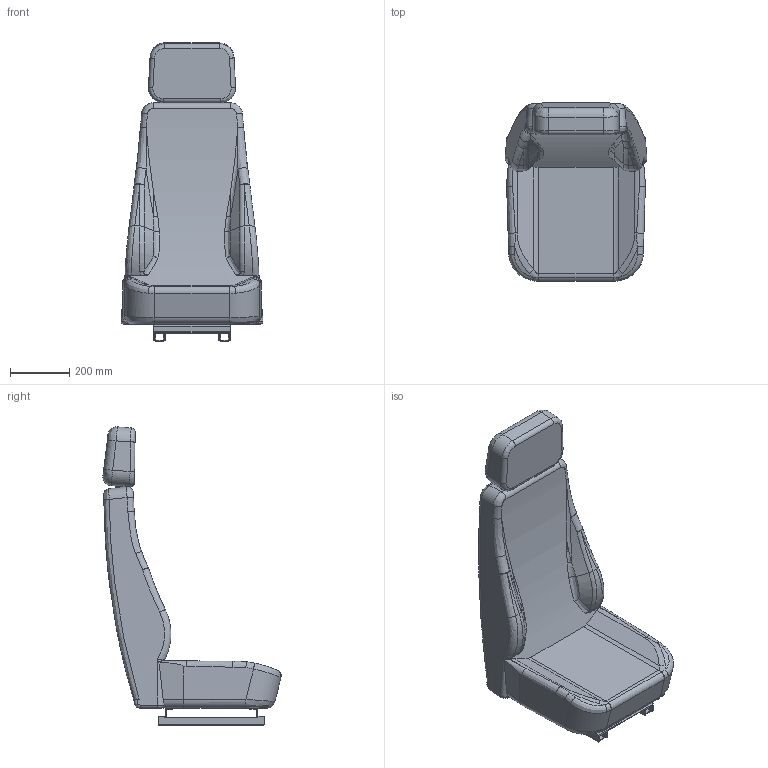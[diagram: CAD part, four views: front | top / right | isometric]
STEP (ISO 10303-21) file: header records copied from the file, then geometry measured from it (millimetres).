
FILE_DESCRIPTION((''),'2;1');
FILE_NAME('Seat Runner Assy.stp','2013-04-19T17:50:42',('chrism'),(''),'Autodesk Inventor 2012','Autodesk Inventor 2012','');
FILE_SCHEMA(('AUTOMOTIVE_DESIGN { 1 0 10303 214 1 1 1 1 }'));
Length unit declared in the file: millimetre
Products named in the file (3): Seat Runner Assy; Basic Car Seat; Seat Runners
Assembly tree (3 placements, depth 2):
  Seat Runner Assy
    Basic Car Seat
    Seat Runners  x2
Bounding box: 480.48 x 603.32 x 1009.32 mm (x, y, z)
Volume: 65715567 mm3; surface area: 1771054.3 mm2
Topology: 3 solids, 3 shells, 214 faces, 564 edges, 352 vertices
Faces by surface type: plane 79, cylinder 65, bspline 60, torus 4, cone 4, sphere 2
Full cylindrical faces by diameter (mm): 8 x4, 12 x2
Entity records: 9409 total; most frequent: CARTESIAN_POINT 4587, ORIENTED_EDGE 1040, DIRECTION 902, EDGE_CURVE 520, AXIS2_PLACEMENT_3D 339, VERTEX_POINT 326, VECTOR 224, LINE 224
